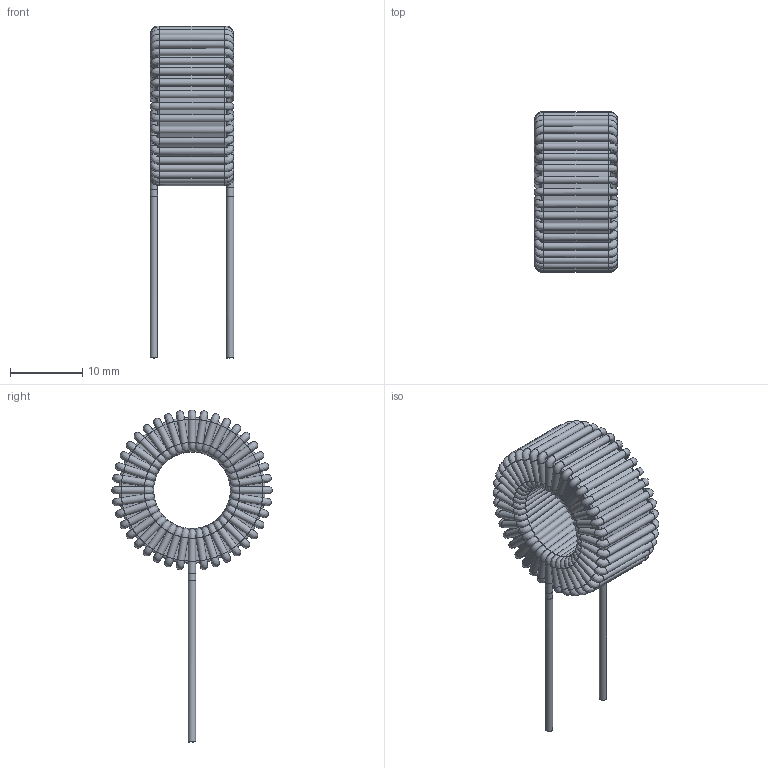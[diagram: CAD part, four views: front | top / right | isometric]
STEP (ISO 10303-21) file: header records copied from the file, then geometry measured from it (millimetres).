
FILE_DESCRIPTION( ('This file contains a STEP AP42 implementation' ,'as created by ZW3D STEP Interface translator.') ,'2;1' );
FILE_NAME( 'TR2616-L.stp' ,'14 925.133257', (''), ('ZWCAD Software Co.'), 'Version 1.0', 'ZW3D to STEP translator', '' );
FILE_SCHEMA( ('CONFIG_CONTROL_DESIGN') );
Length unit declared in the file: millimetre
Products named in the file (1): 0
Bounding box: 11.53 x 22.2 x 45.9 mm (x, y, z)
Volume: 2838.3 mm3; surface area: 5203.7 mm2
Topology: 4 solids, 4 shells, 337 faces, 924 edges, 595 vertices
Faces by surface type: bspline 337
Entity records: 94295 total; most frequent: CARTESIAN_POINT 89233, ORIENTED_EDGE 1848, EDGE_CURVE 924, B_SPLINE_CURVE_WITH_KNOTS 648, VERTEX_POINT 595, EDGE_LOOP 339, FACE_OUTER_BOUND 337, ADVANCED_FACE 337
